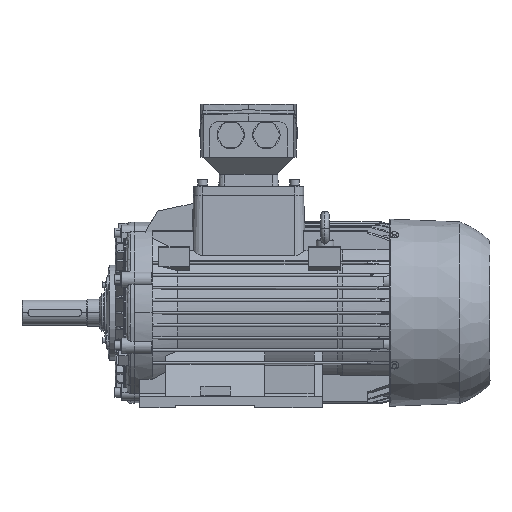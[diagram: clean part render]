
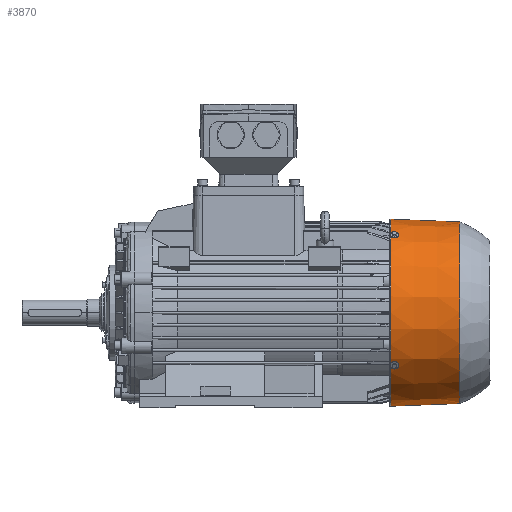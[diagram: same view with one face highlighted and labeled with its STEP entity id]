
A CAD part, front view. The second image highlights one B-rep face of the part: STEP entity #3870.
In plain terms, the highlighted conical face has half-angle 2.221 degrees and reference radius 154.75 mm.
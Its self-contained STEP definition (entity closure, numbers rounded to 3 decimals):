
#3870=ADVANCED_FACE('',(#9193),#9194,.T.);
#9193=FACE_OUTER_BOUND('',#16667,.T.);
#9194=CONICAL_SURFACE('',#16668,154.75,0.039);
#16667=EDGE_LOOP('',(#26097,#26098,#26099,#26100));
#16668=AXIS2_PLACEMENT_3D('',#26101,#26102,#26103);
#26097=ORIENTED_EDGE('',*,*,#46847,.F.);
#26098=ORIENTED_EDGE('',*,*,#46826,.T.);
#26099=ORIENTED_EDGE('',*,*,#46848,.F.);
#26100=ORIENTED_EDGE('',*,*,#46849,.F.);
#26101=CARTESIAN_POINT('',(488.495,0.0,0.0));
#26102=DIRECTION('',(-1.0,-0.0,0.0));
#26103=DIRECTION('',(0.0,0.0,1.0));
#46826=EDGE_CURVE('',#56322,#56326,#56328,.T.);
#46847=EDGE_CURVE('',#56322,#56355,#56361,.T.);
#46848=EDGE_CURVE('',#56352,#56326,#56362,.T.);
#46849=EDGE_CURVE('',#56355,#56352,#56363,.T.);
#56322=VERTEX_POINT('',#70868);
#56326=VERTEX_POINT('',#70873);
#56328=CIRCLE('',#70876,157.0);
#56352=VERTEX_POINT('',#70904);
#56355=VERTEX_POINT('',#70907);
#56361=LINE('',#70913,#70914);
#56362=LINE('',#70915,#70916);
#56363=CIRCLE('',#70917,152.5);
#70868=CARTESIAN_POINT('',(430.49,0.0,157.0));
#70873=CARTESIAN_POINT('',(430.49,0.,-157.0));
#70876=AXIS2_PLACEMENT_3D('',#99525,#99526,#99527);
#70904=CARTESIAN_POINT('',(546.5,0.,-152.5));
#70907=CARTESIAN_POINT('',(546.5,0.0,152.5));
#70913=CARTESIAN_POINT('',(488.495,0.,154.75));
#70914=VECTOR('',#99565,1.0);
#70915=CARTESIAN_POINT('',(488.495,0.,-154.75));
#70916=VECTOR('',#99566,1.0);
#70917=AXIS2_PLACEMENT_3D('',#99567,#99568,#99569);
#99525=CARTESIAN_POINT('',(430.49,0.0,0.0));
#99526=DIRECTION('',(1.0,0.0,-0.0));
#99527=DIRECTION('',(0.0,0.0,1.0));
#99565=DIRECTION('',(0.999,0.,-0.039));
#99566=DIRECTION('',(-0.999,0.,-0.039));
#99567=CARTESIAN_POINT('',(546.5,0.0,0.0));
#99568=DIRECTION('',(1.0,0.0,-0.0));
#99569=DIRECTION('',(0.0,0.0,1.0));
